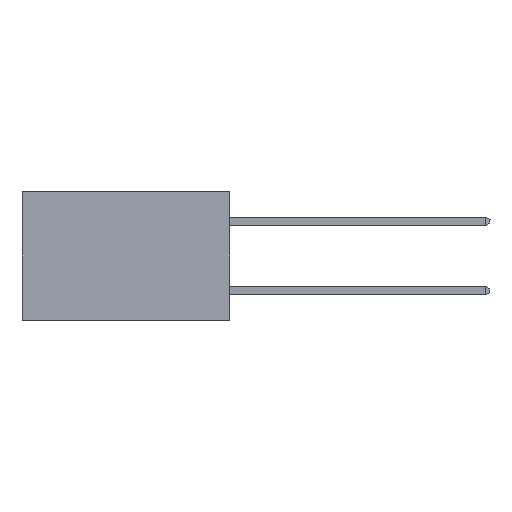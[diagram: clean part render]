
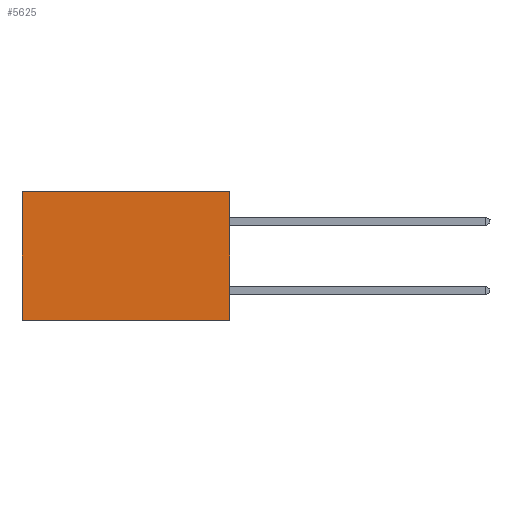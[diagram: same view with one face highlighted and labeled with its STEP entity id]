
A CAD part, left-side view. The second image highlights one B-rep face of the part: STEP entity #5625.
In plain terms, the highlighted planar face has unit normal (-1, 0, 0).
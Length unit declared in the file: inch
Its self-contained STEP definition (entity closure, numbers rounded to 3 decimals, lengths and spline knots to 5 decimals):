
#107 = AXIS2_PLACEMENT_3D ( 'NONE', #1233, #8368, #2820 ) ;
#157 = CARTESIAN_POINT ( 'NONE',  ( 0.298, 0., 0. ) ) ;
#921 = DIRECTION ( 'NONE',  ( 0., 0., -1. ) ) ;
#1233 = CARTESIAN_POINT ( 'NONE',  ( 0.298, 0., 0. ) ) ;
#2196 = DIRECTION ( 'NONE',  ( 0., 0., -1. ) ) ;
#2293 = LINE ( 'NONE', #7157, #9548 ) ;
#2529 = VERTEX_POINT ( 'NONE', #4659 ) ;
#2820 = DIRECTION ( 'NONE',  ( 0., 0., -1. ) ) ;
#3079 = LINE ( 'NONE', #7970, #4239 ) ;
#3124 = DIRECTION ( 'NONE',  ( 0., 1., 0. ) ) ;
#3206 = ORIENTED_EDGE ( 'NONE', *, *, #4877, .T. ) ;
#3261 = CARTESIAN_POINT ( 'NONE',  ( 0.298, 0., 0. ) ) ;
#3312 = LINE ( 'NONE', #7966, #5709 ) ;
#3419 = EDGE_CURVE ( 'NONE', #5423, #8353, #3079, .T. ) ;
#3522 = CARTESIAN_POINT ( 'NONE',  ( 0.298, 0.6, 0. ) ) ;
#3926 = FACE_OUTER_BOUND ( 'NONE', #4618, .T. ) ;
#4239 = VECTOR ( 'NONE', #3124, 39.37008 ) ;
#4618 = EDGE_LOOP ( 'NONE', ( #3206, #6141, #8817, #5222 ) ) ;
#4649 = EDGE_CURVE ( 'NONE', #5423, #2529, #9833, .T. ) ;
#4659 = CARTESIAN_POINT ( 'NONE',  ( 0.298, 0., -0.37 ) ) ;
#4877 = EDGE_CURVE ( 'NONE', #8353, #6612, #3312, .T. ) ;
#5222 = ORIENTED_EDGE ( 'NONE', *, *, #3419, .T. ) ;
#5423 = VERTEX_POINT ( 'NONE', #3261 ) ;
#5625 = ADVANCED_FACE ( 'NONE', ( #3926 ), #6035, .F. ) ;
#5709 = VECTOR ( 'NONE', #2196, 39.37008 ) ;
#5970 = EDGE_CURVE ( 'NONE', #2529, #6612, #2293, .T. ) ;
#6035 = PLANE ( 'NONE',  #107 ) ;
#6141 = ORIENTED_EDGE ( 'NONE', *, *, #5970, .F. ) ;
#6612 = VERTEX_POINT ( 'NONE', #8980 ) ;
#7157 = CARTESIAN_POINT ( 'NONE',  ( 0.298, 0., -0.37 ) ) ;
#7208 = DIRECTION ( 'NONE',  ( 0., 1., 0. ) ) ;
#7618 = VECTOR ( 'NONE', #921, 39.37008 ) ;
#7966 = CARTESIAN_POINT ( 'NONE',  ( 0.298, 0.6, 0. ) ) ;
#7970 = CARTESIAN_POINT ( 'NONE',  ( 0.298, 0., 0. ) ) ;
#8353 = VERTEX_POINT ( 'NONE', #3522 ) ;
#8368 = DIRECTION ( 'NONE',  ( 1., 0., 0. ) ) ;
#8817 = ORIENTED_EDGE ( 'NONE', *, *, #4649, .F. ) ;
#8980 = CARTESIAN_POINT ( 'NONE',  ( 0.298, 0.6, -0.37 ) ) ;
#9548 = VECTOR ( 'NONE', #7208, 39.37008 ) ;
#9833 = LINE ( 'NONE', #157, #7618 ) ;
